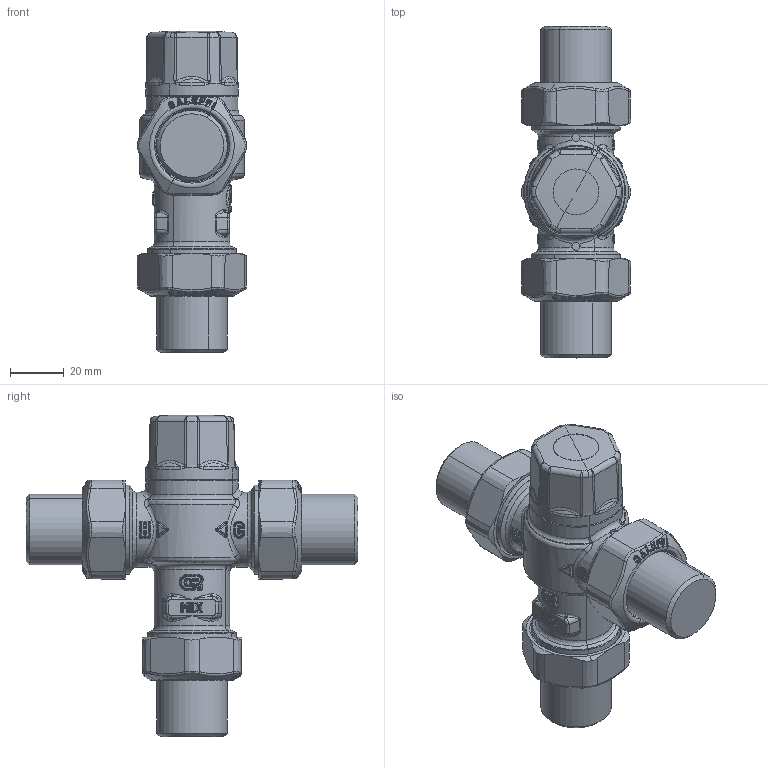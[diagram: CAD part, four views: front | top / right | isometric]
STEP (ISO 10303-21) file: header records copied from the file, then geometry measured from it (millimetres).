
FILE_DESCRIPTION(('CATIA V5 STEP Exchange','CAx-IF Rec.Pracs.--- Model Styling and Organization---1.5--- 2016-08-15','CAx-IF Rec.Pracs.---Supplemental Geometry---1.0---2011-11-01','CAx-IF Rec.Pracs.--- Composite Materials ---3.4---2017-06-13','CAx-IF Rec.Pracs.---Tessellated 3D Geometry---1.0---2015-12-17'),'2;1');
FILE_NAME('STEP_262050_-_TST.stp','2025-07-01T09:44:31+00:00',('none'),('none'),'CATIA Version 5-6 Release 2020 SP5','CATIA V5 STEP AP242 v2','none');
FILE_SCHEMA(('AP242_MANAGED_MODEL_BASED_3D_ENGINEERING_MIM_LF {1 0 10303 442 1 1 4}'));
Length unit declared in the file: millimetre
Products named in the file (1): 262050 - TST
Bounding box: 40.67 x 123.5 x 119.52 mm (x, y, z)
Volume: 165998 mm3; surface area: 34783 mm2
Topology: 1 solids, 4 shells, 2418 faces, 5591 edges, 2957 vertices
Faces by surface type: bspline 1601, sphere 239, cylinder 236, cone 161, plane 121, torus 60
Entity records: 141302 total; most frequent: CARTESIAN_POINT 103138, ORIENTED_EDGE 10674, EDGE_CURVE 5337, B_SPLINE_CURVE_WITH_KNOTS 4196, VERTEX_POINT 2957, DIRECTION 2455, EDGE_LOOP 2448, ADVANCED_FACE 2418
